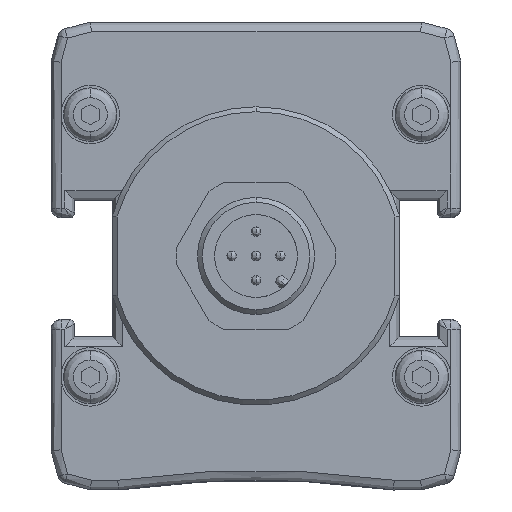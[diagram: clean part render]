
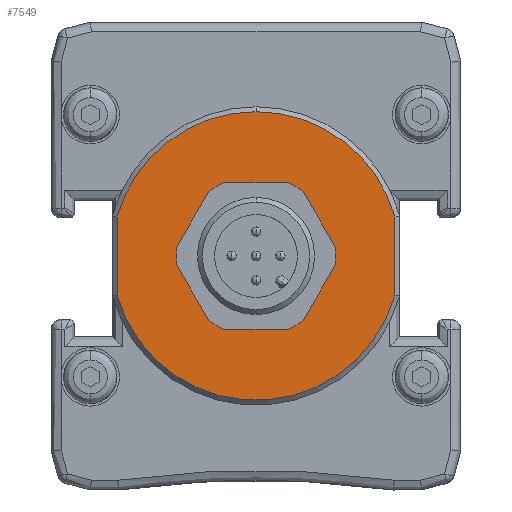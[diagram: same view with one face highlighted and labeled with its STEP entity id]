
A CAD part, front view. The second image highlights one B-rep face of the part: STEP entity #7549.
In plain terms, the highlighted planar face has unit normal (0, -1, 0).
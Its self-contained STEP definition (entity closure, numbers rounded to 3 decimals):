
#3 = DIRECTION ( 'NONE',  ( 0., -1., 0. ) ) ;
#91 = EDGE_CURVE ( 'NONE', #7493, #8427, #11135, .T. ) ;
#270 = ORIENTED_EDGE ( 'NONE', *, *, #91, .T. ) ;
#1086 = CARTESIAN_POINT ( 'NONE',  ( 14.25, -764.5, -3.997 ) ) ;
#1212 = VECTOR ( 'NONE', #10449, 1000. ) ;
#1537 = CARTESIAN_POINT ( 'NONE',  ( 0., -764.5, 0. ) ) ;
#1658 = EDGE_CURVE ( 'NONE', #11386, #3772, #10065, .T. ) ;
#1661 = CARTESIAN_POINT ( 'NONE',  ( -14.25, -764.5, 3.997 ) ) ;
#2453 = CARTESIAN_POINT ( 'NONE',  ( 0., -764.5, 0. ) ) ;
#2541 = DIRECTION ( 'NONE',  ( 0., 0., -1. ) ) ;
#2647 = ORIENTED_EDGE ( 'NONE', *, *, #6817, .T. ) ;
#3180 = ORIENTED_EDGE ( 'NONE', *, *, #1658, .T. ) ;
#3471 = DIRECTION ( 'NONE',  ( 0., 0., -1. ) ) ;
#3719 = CARTESIAN_POINT ( 'NONE',  ( 14.25, -764.5, 4.065 ) ) ;
#3772 = VERTEX_POINT ( 'NONE', #6418 ) ;
#3774 = VERTEX_POINT ( 'NONE', #7402 ) ;
#3811 = CARTESIAN_POINT ( 'NONE',  ( 0., -764.5, 14.8 ) ) ;
#4038 = CARTESIAN_POINT ( 'NONE',  ( 0., -764.5, 0. ) ) ;
#4479 = VECTOR ( 'NONE', #10637, 1000. ) ;
#4508 = CARTESIAN_POINT ( 'NONE',  ( -14.25, -764.5, 0. ) ) ;
#5018 = DIRECTION ( 'NONE',  ( 0., 0., -1. ) ) ;
#5976 = PLANE ( 'NONE',  #11838 ) ;
#6418 = CARTESIAN_POINT ( 'NONE',  ( 14.25, -764.5, 3.997 ) ) ;
#6589 = FACE_OUTER_BOUND ( 'NONE', #10106, .T. ) ;
#6817 = EDGE_CURVE ( 'NONE', #8427, #3774, #11489, .T. ) ;
#6974 = DIRECTION ( 'NONE',  ( 0., 0., -1. ) ) ;
#7087 = EDGE_CURVE ( 'NONE', #3774, #11386, #8932, .T. ) ;
#7402 = CARTESIAN_POINT ( 'NONE',  ( -14.25, -764.5, -3.997 ) ) ;
#7493 = VERTEX_POINT ( 'NONE', #3811 ) ;
#7516 = ORIENTED_EDGE ( 'NONE', *, *, #7839, .T. ) ;
#7549 = ADVANCED_FACE ( 'NONE', ( #6589 ), #5976, .T. ) ;
#7839 = EDGE_CURVE ( 'NONE', #3772, #7493, #8412, .T. ) ;
#8412 = CIRCLE ( 'NONE', #11588, 14.8 ) ;
#8427 = VERTEX_POINT ( 'NONE', #1661 ) ;
#8496 = DIRECTION ( 'NONE',  ( 0., -1., 0. ) ) ;
#8816 = ORIENTED_EDGE ( 'NONE', *, *, #7087, .T. ) ;
#8932 = CIRCLE ( 'NONE', #10286, 14.8 ) ;
#8936 = CARTESIAN_POINT ( 'NONE',  ( 0., -764.5, 0. ) ) ;
#9410 = DIRECTION ( 'NONE',  ( 0., -1., 0. ) ) ;
#9446 = AXIS2_PLACEMENT_3D ( 'NONE', #1537, #8496, #2541 ) ;
#10065 = LINE ( 'NONE', #3719, #4479 ) ;
#10106 = EDGE_LOOP ( 'NONE', ( #2647, #8816, #3180, #7516, #270 ) ) ;
#10286 = AXIS2_PLACEMENT_3D ( 'NONE', #4038, #10957, #5018 ) ;
#10449 = DIRECTION ( 'NONE',  ( 0., 0., -1. ) ) ;
#10637 = DIRECTION ( 'NONE',  ( 0., 0., 1. ) ) ;
#10957 = DIRECTION ( 'NONE',  ( 0., -1., 0. ) ) ;
#11135 = CIRCLE ( 'NONE', #9446, 14.8 ) ;
#11386 = VERTEX_POINT ( 'NONE', #1086 ) ;
#11489 = LINE ( 'NONE', #4508, #1212 ) ;
#11588 = AXIS2_PLACEMENT_3D ( 'NONE', #2453, #9410, #3471 ) ;
#11838 = AXIS2_PLACEMENT_3D ( 'NONE', #8936, #3, #6974 ) ;
